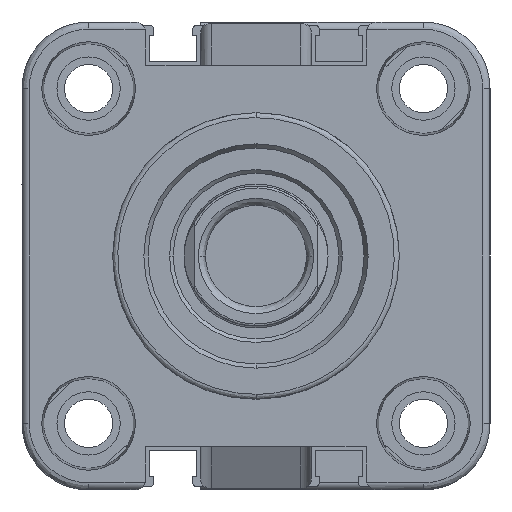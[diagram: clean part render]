
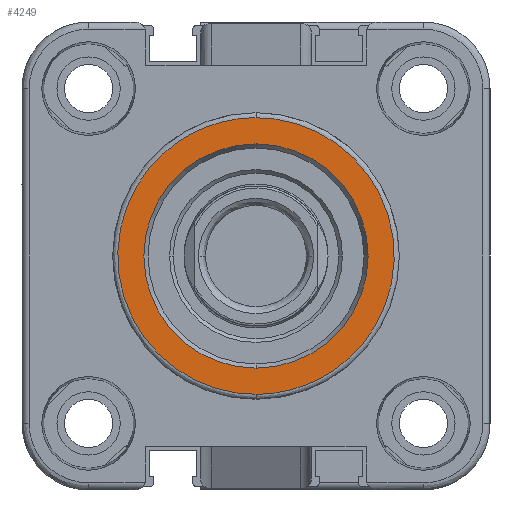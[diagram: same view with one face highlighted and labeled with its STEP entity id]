
A CAD part, front view. The second image highlights one B-rep face of the part: STEP entity #4249.
In plain terms, the highlighted face is planar.
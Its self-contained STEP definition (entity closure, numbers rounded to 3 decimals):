
#83 = EDGE_CURVE ( 'NONE', #3650, #13958, #9723, .T. ) ;
#561 = CARTESIAN_POINT ( 'NONE',  ( 274.95, 214.438, 269.266 ) ) ;
#1136 = FACE_BOUND ( 'NONE', #14090, .T. ) ;
#1245 = EDGE_CURVE ( 'NONE', #13958, #3650, #6179, .T. ) ;
#2481 = EDGE_CURVE ( 'NONE', #11249, #6174, #8146, .T. ) ;
#2605 = DIRECTION ( 'NONE',  ( -1., 0., 0. ) ) ;
#2850 = DIRECTION ( 'NONE',  ( 0., 0., -1. ) ) ;
#3078 = CARTESIAN_POINT ( 'NONE',  ( 274.95, 214.438, 272.889 ) ) ;
#3650 = VERTEX_POINT ( 'NONE', #13012 ) ;
#3868 = ORIENTED_EDGE ( 'NONE', *, *, #1245, .F. ) ;
#4249 = ADVANCED_FACE ( 'NONE', ( #1136, #5396 ), #4582, .F. ) ;
#4488 = AXIS2_PLACEMENT_3D ( 'NONE', #5652, #2605, #10103 ) ;
#4582 = PLANE ( 'NONE',  #4488 ) ;
#5089 = CARTESIAN_POINT ( 'NONE',  ( 274.95, 176.038, 307.666 ) ) ;
#5308 = AXIS2_PLACEMENT_3D ( 'NONE', #10329, #8238, #2850 ) ;
#5396 = FACE_OUTER_BOUND ( 'NONE', #8958, .T. ) ;
#5652 = CARTESIAN_POINT ( 'NONE',  ( 274.95, 234.338, 288.466 ) ) ;
#5941 = CARTESIAN_POINT ( 'NONE',  ( 274.95, 176.038, 269.266 ) ) ;
#6174 = VERTEX_POINT ( 'NONE', #7335 ) ;
#6179 = CIRCLE ( 'NONE', #8849, 15.577 ) ;
#7278 = CARTESIAN_POINT ( 'NONE',  ( 274.95, 214.438, 288.466 ) ) ;
#7335 = CARTESIAN_POINT ( 'NONE',  ( 274.95, 214.438, 307.666 ) ) ;
#7574 = CARTESIAN_POINT ( 'NONE',  ( 274.95, 214.438, 269.266 ) ) ;
#7618 = CARTESIAN_POINT ( 'NONE',  ( 274.95, 252.838, 269.266 ) ) ;
#8146 =( BOUNDED_CURVE ( )  B_SPLINE_CURVE ( 3, ( #561, #5941, #5089, #12533 ),
 .UNSPECIFIED., .F., .F. ) 
 B_SPLINE_CURVE_WITH_KNOTS ( ( 4, 4 ),
 ( 0., 1. ),
 .UNSPECIFIED. ) 
 CURVE ( )  GEOMETRIC_REPRESENTATION_ITEM ( )  RATIONAL_B_SPLINE_CURVE ( ( 1., 0.333, 0.333, 1. ) ) 
 REPRESENTATION_ITEM ( '' )  );
#8150 = ORIENTED_EDGE ( 'NONE', *, *, #83, .F. ) ;
#8238 = DIRECTION ( 'NONE',  ( 1., 0., 0. ) ) ;
#8253 = ORIENTED_EDGE ( 'NONE', *, *, #2481, .F. ) ;
#8790 =( BOUNDED_CURVE ( )  B_SPLINE_CURVE ( 3, ( #10957, #13984, #7618, #7574 ),
 .UNSPECIFIED., .F., .F. ) 
 B_SPLINE_CURVE_WITH_KNOTS ( ( 4, 4 ),
 ( 0., 1. ),
 .UNSPECIFIED. ) 
 CURVE ( )  GEOMETRIC_REPRESENTATION_ITEM ( )  RATIONAL_B_SPLINE_CURVE ( ( 1., 0.333, 0.333, 1. ) ) 
 REPRESENTATION_ITEM ( '' )  );
#8849 = AXIS2_PLACEMENT_3D ( 'NONE', #7278, #10548, #9552 ) ;
#8958 = EDGE_LOOP ( 'NONE', ( #11730, #8253 ) ) ;
#9552 = DIRECTION ( 'NONE',  ( 0., 0., -1. ) ) ;
#9723 = CIRCLE ( 'NONE', #5308, 15.577 ) ;
#10103 = DIRECTION ( 'NONE',  ( 0., 0., 1. ) ) ;
#10329 = CARTESIAN_POINT ( 'NONE',  ( 274.95, 214.438, 288.466 ) ) ;
#10548 = DIRECTION ( 'NONE',  ( 1., 0., 0. ) ) ;
#10957 = CARTESIAN_POINT ( 'NONE',  ( 274.95, 214.438, 307.666 ) ) ;
#11249 = VERTEX_POINT ( 'NONE', #12645 ) ;
#11730 = ORIENTED_EDGE ( 'NONE', *, *, #11921, .F. ) ;
#11921 = EDGE_CURVE ( 'NONE', #6174, #11249, #8790, .T. ) ;
#12533 = CARTESIAN_POINT ( 'NONE',  ( 274.95, 214.438, 307.666 ) ) ;
#12645 = CARTESIAN_POINT ( 'NONE',  ( 274.95, 214.438, 269.266 ) ) ;
#13012 = CARTESIAN_POINT ( 'NONE',  ( 274.95, 214.438, 304.043 ) ) ;
#13958 = VERTEX_POINT ( 'NONE', #3078 ) ;
#13984 = CARTESIAN_POINT ( 'NONE',  ( 274.95, 252.838, 307.666 ) ) ;
#14090 = EDGE_LOOP ( 'NONE', ( #3868, #8150 ) ) ;
